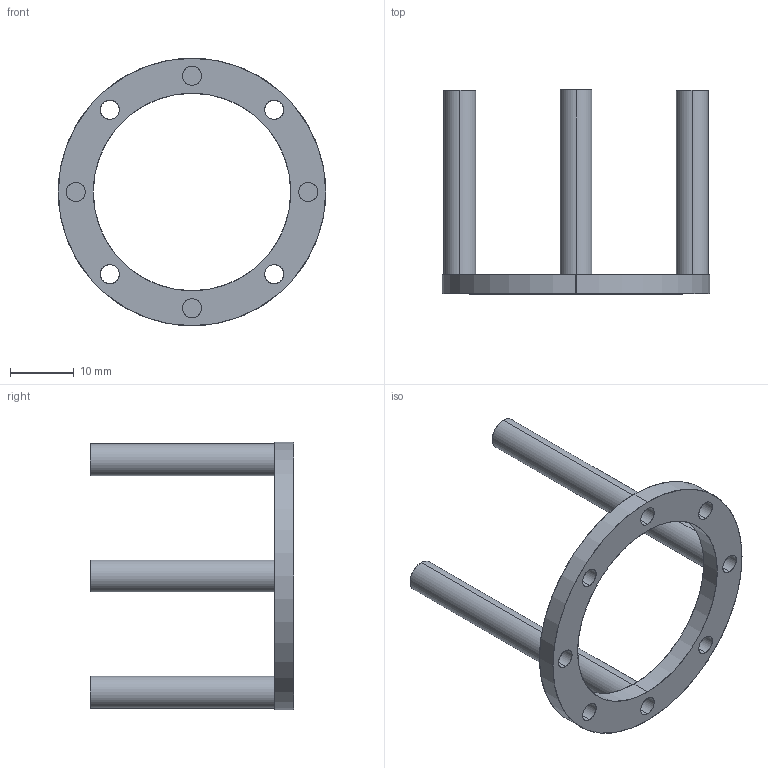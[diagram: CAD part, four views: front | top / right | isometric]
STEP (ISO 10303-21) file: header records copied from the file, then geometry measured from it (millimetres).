
FILE_DESCRIPTION(('FreeCAD Model'),'2;1');
FILE_NAME('Open CASCADE Shape Model','2022-02-23T00:31:54',('Author'),( ''),'Open CASCADE STEP processor 7.5','FreeCAD','Unknown');
FILE_SCHEMA(('AUTOMOTIVE_DESIGN { 1 0 10303 214 1 1 1 1 }'));
Length unit declared in the file: millimetre
Products named in the file (1): CoaxialBase
Bounding box: 42 x 32 x 42 mm (x, y, z)
Surface area: 4129.6 mm2 (no closed solid volume)
Topology: 0 solids, 50 shells, 50 faces, 1424 edges, 1424 vertices
Faces by surface type: revolution 36, bspline 14
Entity records: 22409 total; most frequent: CARTESIAN_POINT 9665, B_SPLINE_CURVE_WITH_KNOTS 2704, ORIENTED_EDGE 1424, EDGE_CURVE 1424, VERTEX_POINT 1424, SURFACE_CURVE 1424, PCURVE 1424, DEFINITIONAL_REPRESENTATION 1424
